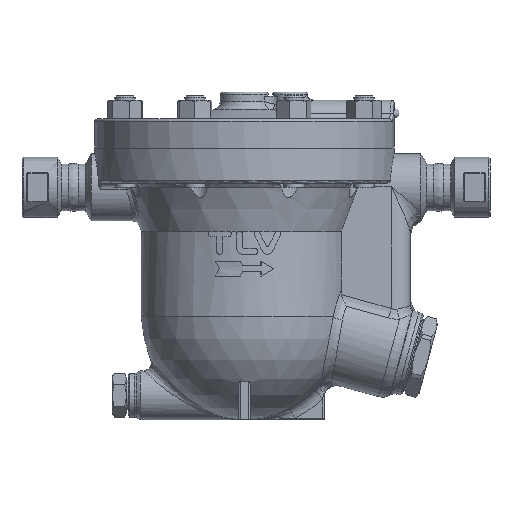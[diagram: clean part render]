
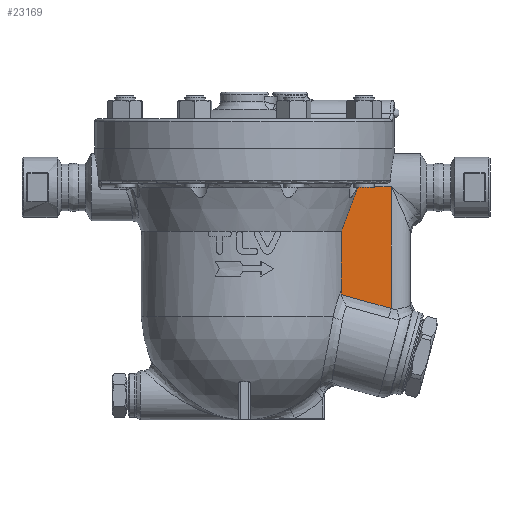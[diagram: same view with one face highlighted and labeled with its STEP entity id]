
A CAD part, front view. The second image highlights one B-rep face of the part: STEP entity #23169.
In plain terms, the highlighted planar face has unit normal (0, -1, 0.026).
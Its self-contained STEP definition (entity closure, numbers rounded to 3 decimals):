
#15945=CARTESIAN_POINT('',(66.505,-24.863,-74.111));
#15946=VERTEX_POINT('',#15945);
#15959=CARTESIAN_POINT('',(66.896,-23.79,-33.0));
#15960=VERTEX_POINT('',#15959);
#15961=CARTESIAN_POINT('',(0.,0.0,879.123));
#15962=DIRECTION('',(0.0,-1.,0.026));
#15963=DIRECTION('',(0.,0.026,1.));
#15964=AXIS2_PLACEMENT_3D('',#15961,#15962,#15963);
#15965=ELLIPSE('',#15964,2723.075,71.);
#15966=EDGE_CURVE('',#15946,#15960,#15965,.T.);
#17947=CARTESIAN_POINT('',(78.006,-23.017,-3.355));
#17948=VERTEX_POINT('',#17947);
#17949=CARTESIAN_POINT('',(66.896,-23.79,-33.));
#17950=CARTESIAN_POINT('',(72.085,-23.433,-19.314));
#17951=CARTESIAN_POINT('',(78.006,-23.017,-3.355));
#17959=(BOUNDED_CURVE()B_SPLINE_CURVE(2,(#17949,#17950,#17951),.UNSPECIFIED.,.F.,.U.)B_SPLINE_CURVE_WITH_KNOTS((3,3),(0.0,3.174),.UNSPECIFIED.)CURVE()GEOMETRIC_REPRESENTATION_ITEM()RATIONAL_B_SPLINE_CURVE((1.0,1.003,1.))REPRESENTATION_ITEM(''));
#17960=EDGE_CURVE('',#15960,#17948,#17959,.T.);
#18289=CARTESIAN_POINT('',(78.483,-22.992,-2.4));
#18290=VERTEX_POINT('',#18289);
#18291=CARTESIAN_POINT('',(78.483,-22.992,-2.4));
#18292=CARTESIAN_POINT('',(78.341,-22.998,-2.621));
#18293=CARTESIAN_POINT('',(78.219,-23.004,-2.851));
#18294=CARTESIAN_POINT('',(78.12,-23.01,-3.074));
#18295=CARTESIAN_POINT('',(78.08,-23.012,-3.165));
#18296=CARTESIAN_POINT('',(78.042,-23.015,-3.258));
#18297=CARTESIAN_POINT('',(78.006,-23.017,-3.355));
#18298=B_SPLINE_CURVE_WITH_KNOTS('',3,(#18291,#18292,#18293,#18294,#18295,#18296,#18297),.UNSPECIFIED.,.F.,.U.,(4,3,4),(-1.77,-1.697,-1.667),.UNSPECIFIED.);
#18299=EDGE_CURVE('',#18290,#17948,#18298,.T.);
#18495=CARTESIAN_POINT('',(101.,-22.992,-2.4));
#18496=VERTEX_POINT('',#18495);
#19023=CARTESIAN_POINT('',(78.483,-22.992,-2.4));
#19024=DIRECTION('',(1.0,0.0,0.0));
#19025=VECTOR('',#19024,22.517);
#19026=LINE('',#19023,#19025);
#19027=EDGE_CURVE('',#18290,#18496,#19026,.T.);
#22206=CARTESIAN_POINT('',(66.778,-24.933,-76.811));
#22207=VERTEX_POINT('',#22206);
#22228=CARTESIAN_POINT('',(101.,-25.181,-86.33));
#22229=VERTEX_POINT('',#22228);
#22237=CARTESIAN_POINT('',(101.,-25.181,-86.33));
#22238=CARTESIAN_POINT('',(89.593,-25.098,-83.156));
#22239=CARTESIAN_POINT('',(78.185,-25.016,-79.983));
#22240=CARTESIAN_POINT('',(66.778,-24.933,-76.811));
#22241=B_SPLINE_CURVE_WITH_KNOTS('',3,(#22237,#22238,#22239,#22240),.UNSPECIFIED.,.F.,.U.,(4,4),(1.937,5.489),.UNSPECIFIED.);
#22242=EDGE_CURVE('',#22229,#22207,#22241,.T.);
#23137=CARTESIAN_POINT('',(66.778,-24.933,-76.811));
#23138=CARTESIAN_POINT('',(66.589,-24.911,-75.957));
#23139=CARTESIAN_POINT('',(66.495,-24.887,-75.047));
#23140=CARTESIAN_POINT('',(66.505,-24.863,-74.111));
#23141=B_SPLINE_CURVE_WITH_KNOTS('',3,(#23137,#23138,#23139,#23140),.UNSPECIFIED.,.F.,.U.,(4,4),(-0.281,0.0),.UNSPECIFIED.);
#23142=EDGE_CURVE('',#22207,#15946,#23141,.T.);
#23150=CARTESIAN_POINT('',(114.0,-22.992,-2.4));
#23151=DIRECTION('',(0.0,-1.,0.026));
#23152=DIRECTION('',(0.0,-0.026,-1.));
#23153=AXIS2_PLACEMENT_3D('',#23150,#23151,#23152);
#23154=PLANE('',#23153);
#23155=ORIENTED_EDGE('',*,*,#18299,.T.);
#23156=ORIENTED_EDGE('',*,*,#17960,.F.);
#23157=ORIENTED_EDGE('',*,*,#15966,.F.);
#23158=ORIENTED_EDGE('',*,*,#23142,.F.);
#23159=ORIENTED_EDGE('',*,*,#22242,.F.);
#23160=CARTESIAN_POINT('',(101.,-22.992,-2.4));
#23161=DIRECTION('',(0.,-0.026,-1.));
#23162=VECTOR('',#23161,83.959);
#23163=LINE('',#23160,#23162);
#23164=EDGE_CURVE('',#18496,#22229,#23163,.T.);
#23165=ORIENTED_EDGE('',*,*,#23164,.F.);
#23166=ORIENTED_EDGE('',*,*,#19027,.F.);
#23167=EDGE_LOOP('',(#23155,#23156,#23157,#23158,#23159,#23165,#23166));
#23168=FACE_OUTER_BOUND('',#23167,.T.);
#23169=ADVANCED_FACE('',(#23168),#23154,.T.);
